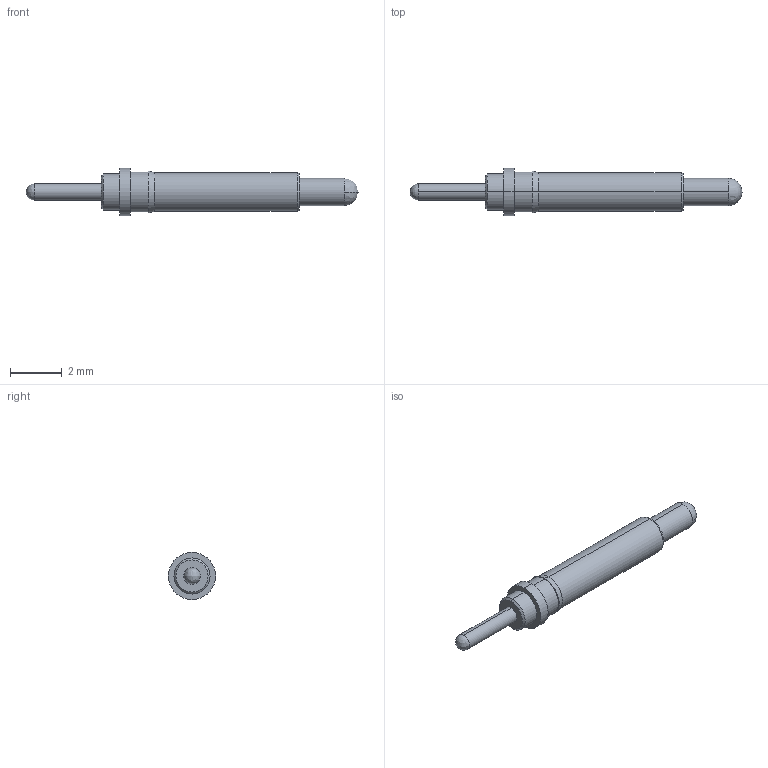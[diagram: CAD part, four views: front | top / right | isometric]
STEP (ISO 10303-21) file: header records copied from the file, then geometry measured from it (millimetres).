
FILE_DESCRIPTION (( 'STEP AP214' ), '1' );
FILE_NAME ('0914-3-15-20-77-14-11-0.STEP', '2023-07-14T07:36:28', ( 'USER' ), ( '' ), 'SwSTEP 2.0', 'SolidWorks 2016', '' );
FILE_SCHEMA (( 'AUTOMOTIVE_DESIGN' ));
Length unit declared in the file: inch
Products named in the file (1): 0914-3-15-20-77-14-11-0
Bounding box: 12.88 x 1.83 x 1.83 mm (x, y, z)
Volume: 16.6 mm3; surface area: 53.7 mm2
Topology: 1 solids, 1 shells, 26 faces, 59 edges, 34 vertices
Faces by surface type: cylinder 12, cone 6, plane 5, bspline 3
Entity records: 773 total; most frequent: CARTESIAN_POINT 159, DIRECTION 136, ORIENTED_EDGE 106, AXIS2_PLACEMENT_3D 59, EDGE_CURVE 53, CIRCLE 35, VERTEX_POINT 34, EDGE_LOOP 31
